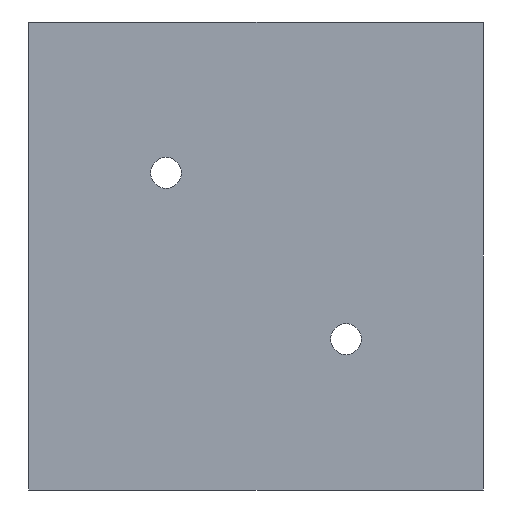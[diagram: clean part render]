
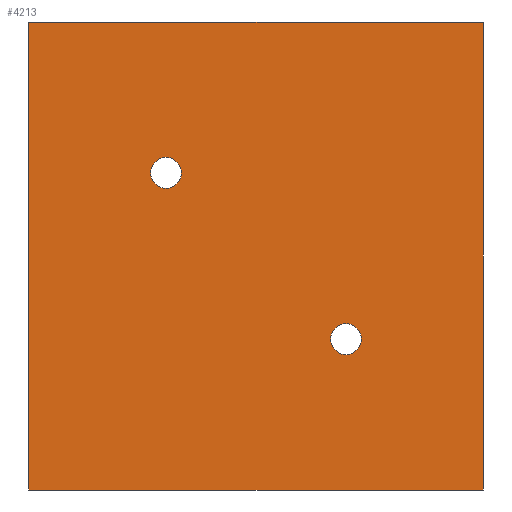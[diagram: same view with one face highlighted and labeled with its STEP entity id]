
A CAD part, front view. The second image highlights one B-rep face of the part: STEP entity #4213.
In plain terms, the highlighted planar face has unit normal (0, -1, 0).
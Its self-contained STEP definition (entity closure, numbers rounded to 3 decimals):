
#209 = CARTESIAN_POINT ( 'NONE',  ( -9.9, 0., 7.45 ) ) ;
#240 = VECTOR ( 'NONE', #5655, 1000. ) ;
#418 = ORIENTED_EDGE ( 'NONE', *, *, #1671, .F. ) ;
#522 = CARTESIAN_POINT ( 'NONE',  ( 25., 0., -25.75 ) ) ;
#558 = DIRECTION ( 'NONE',  ( 0., 0., 1. ) ) ;
#777 = LINE ( 'NONE', #7894, #7729 ) ;
#907 = CARTESIAN_POINT ( 'NONE',  ( -9.9, 0., 9.15 ) ) ;
#964 = CIRCLE ( 'NONE', #2314, 1.7 ) ;
#992 = VECTOR ( 'NONE', #1884, 1000. ) ;
#1028 = VERTEX_POINT ( 'NONE', #4377 ) ;
#1147 = EDGE_CURVE ( 'NONE', #5504, #5887, #777, .T. ) ;
#1363 = CARTESIAN_POINT ( 'NONE',  ( 25., 0., 25.75 ) ) ;
#1558 = EDGE_CURVE ( 'NONE', #6958, #1028, #7934, .T. ) ;
#1584 = DIRECTION ( 'NONE',  ( 0., 0., -1. ) ) ;
#1625 = FACE_BOUND ( 'NONE', #4443, .T. ) ;
#1639 = CARTESIAN_POINT ( 'NONE',  ( -25., 0., -25.75 ) ) ;
#1671 = EDGE_CURVE ( 'NONE', #1780, #2288, #5290, .T. ) ;
#1780 = VERTEX_POINT ( 'NONE', #2649 ) ;
#1884 = DIRECTION ( 'NONE',  ( 0., 0., 1. ) ) ;
#2215 = EDGE_CURVE ( 'NONE', #1028, #6958, #7761, .T. ) ;
#2288 = VERTEX_POINT ( 'NONE', #7237 ) ;
#2314 = AXIS2_PLACEMENT_3D ( 'NONE', #3348, #8066, #4018 ) ;
#2442 = CARTESIAN_POINT ( 'NONE',  ( -9.9, 0., 9.15 ) ) ;
#2507 = CARTESIAN_POINT ( 'NONE',  ( 0., 0., 0. ) ) ;
#2649 = CARTESIAN_POINT ( 'NONE',  ( 9.9, 0., -10.85 ) ) ;
#3032 = VECTOR ( 'NONE', #558, 1000. ) ;
#3110 = DIRECTION ( 'NONE',  ( 0., 0., -1. ) ) ;
#3133 = ORIENTED_EDGE ( 'NONE', *, *, #1558, .F. ) ;
#3163 = DIRECTION ( 'NONE',  ( 1., 0., 0. ) ) ;
#3181 = PLANE ( 'NONE',  #5346 ) ;
#3348 = CARTESIAN_POINT ( 'NONE',  ( 9.9, 0., -9.15 ) ) ;
#3356 = ORIENTED_EDGE ( 'NONE', *, *, #2215, .F. ) ;
#3380 = ORIENTED_EDGE ( 'NONE', *, *, #7401, .T. ) ;
#3751 = DIRECTION ( 'NONE',  ( 0., -1., 0. ) ) ;
#3863 = DIRECTION ( 'NONE',  ( 0., -1., 0. ) ) ;
#4018 = DIRECTION ( 'NONE',  ( 0., 0., -1. ) ) ;
#4213 = ADVANCED_FACE ( 'NONE', ( #4977, #1625, #5196 ), #3181, .T. ) ;
#4291 = ORIENTED_EDGE ( 'NONE', *, *, #7697, .T. ) ;
#4315 = ORIENTED_EDGE ( 'NONE', *, *, #1147, .F. ) ;
#4377 = CARTESIAN_POINT ( 'NONE',  ( -9.9, 0., 10.85 ) ) ;
#4443 = EDGE_LOOP ( 'NONE', ( #7192, #418 ) ) ;
#4622 = EDGE_CURVE ( 'NONE', #2288, #1780, #964, .T. ) ;
#4829 = LINE ( 'NONE', #5258, #3032 ) ;
#4905 = LINE ( 'NONE', #522, #992 ) ;
#4917 = CARTESIAN_POINT ( 'NONE',  ( -25., 0., 25.75 ) ) ;
#4977 = FACE_BOUND ( 'NONE', #6153, .T. ) ;
#5196 = FACE_OUTER_BOUND ( 'NONE', #8075, .T. ) ;
#5258 = CARTESIAN_POINT ( 'NONE',  ( -25., 0., -25.75 ) ) ;
#5290 = CIRCLE ( 'NONE', #5734, 1.7 ) ;
#5346 = AXIS2_PLACEMENT_3D ( 'NONE', #2507, #3863, #8595 ) ;
#5504 = VERTEX_POINT ( 'NONE', #4917 ) ;
#5601 = DIRECTION ( 'NONE',  ( 0., -1., 0. ) ) ;
#5607 = AXIS2_PLACEMENT_3D ( 'NONE', #2442, #7142, #3110 ) ;
#5655 = DIRECTION ( 'NONE',  ( 1., 0., 0. ) ) ;
#5734 = AXIS2_PLACEMENT_3D ( 'NONE', #7793, #3751, #8477 ) ;
#5848 = VERTEX_POINT ( 'NONE', #7355 ) ;
#5887 = VERTEX_POINT ( 'NONE', #1363 ) ;
#5979 = EDGE_CURVE ( 'NONE', #6924, #5504, #4829, .T. ) ;
#6153 = EDGE_LOOP ( 'NONE', ( #3356, #3133 ) ) ;
#6924 = VERTEX_POINT ( 'NONE', #8228 ) ;
#6958 = VERTEX_POINT ( 'NONE', #209 ) ;
#7142 = DIRECTION ( 'NONE',  ( 0., -1., 0. ) ) ;
#7192 = ORIENTED_EDGE ( 'NONE', *, *, #4622, .F. ) ;
#7237 = CARTESIAN_POINT ( 'NONE',  ( 9.9, 0., -7.45 ) ) ;
#7313 = ORIENTED_EDGE ( 'NONE', *, *, #5979, .F. ) ;
#7355 = CARTESIAN_POINT ( 'NONE',  ( 25., 0., -25.75 ) ) ;
#7401 = EDGE_CURVE ( 'NONE', #5848, #5887, #4905, .T. ) ;
#7405 = LINE ( 'NONE', #1639, #240 ) ;
#7697 = EDGE_CURVE ( 'NONE', #6924, #5848, #7405, .T. ) ;
#7729 = VECTOR ( 'NONE', #3163, 1000. ) ;
#7761 = CIRCLE ( 'NONE', #5607, 1.7 ) ;
#7793 = CARTESIAN_POINT ( 'NONE',  ( 9.9, 0., -9.15 ) ) ;
#7894 = CARTESIAN_POINT ( 'NONE',  ( -25., 0., 25.75 ) ) ;
#7934 = CIRCLE ( 'NONE', #8179, 1.7 ) ;
#8066 = DIRECTION ( 'NONE',  ( 0., -1., 0. ) ) ;
#8075 = EDGE_LOOP ( 'NONE', ( #4291, #3380, #4315, #7313 ) ) ;
#8179 = AXIS2_PLACEMENT_3D ( 'NONE', #907, #5601, #1584 ) ;
#8228 = CARTESIAN_POINT ( 'NONE',  ( -25., 0., -25.75 ) ) ;
#8477 = DIRECTION ( 'NONE',  ( 0., 0., -1. ) ) ;
#8595 = DIRECTION ( 'NONE',  ( 0., 0., -1. ) ) ;
